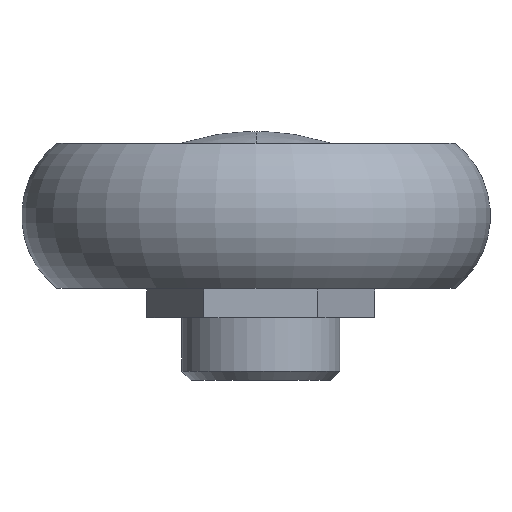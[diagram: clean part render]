
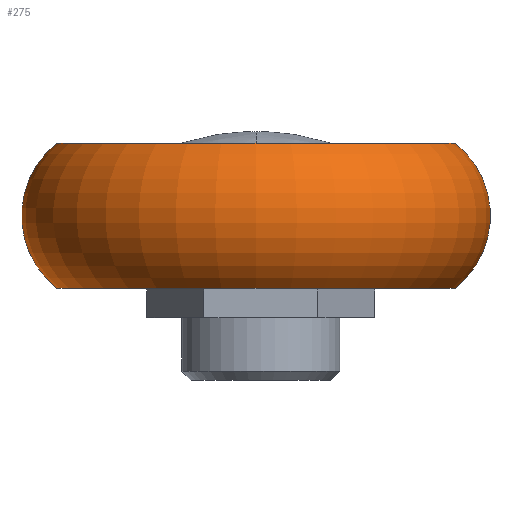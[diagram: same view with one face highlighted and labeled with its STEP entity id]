
A CAD part, front view. The second image highlights one B-rep face of the part: STEP entity #275.
In plain terms, the highlighted toroidal (fillet/blend) face has major radius 10.8 mm and minor radius 7 mm.
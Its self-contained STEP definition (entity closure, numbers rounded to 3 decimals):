
#1 = EDGE_CURVE ( 'NONE', #797, #792, #380, .T. ) ;
#18 = EDGE_CURVE ( 'NONE', #793, #792, #404, .T. ) ;
#20 = EDGE_CURVE ( 'NONE', #796, #797, #407, .T. ) ;
#49 = AXIS2_PLACEMENT_3D ( 'NONE', #857, #858, #859 ) ;
#51 = AXIS2_PLACEMENT_3D ( 'NONE', #863, #865, #866 ) ;
#70 = AXIS2_PLACEMENT_3D ( 'NONE', #980, #979, #982 ) ;
#110 = ORIENTED_EDGE ( 'NONE', *, *, #1096, .F. ) ;
#111 = ORIENTED_EDGE ( 'NONE', *, *, #20, .T. ) ;
#112 = ORIENTED_EDGE ( 'NONE', *, *, #1, .T. ) ;
#113 = ORIENTED_EDGE ( 'NONE', *, *, #18, .F. ) ;
#232 = AXIS2_PLACEMENT_3D ( 'NONE', #723, #732, #733 ) ;
#275 = ADVANCED_FACE ( 'NONE', ( #473 ), #477, .T. ) ;
#323 = EDGE_LOOP ( 'NONE', ( #110, #111, #112, #113 ) ) ;
#380 = CIRCLE ( 'NONE', #1063, 7. ) ;
#404 = CIRCLE ( 'NONE', #49, 15.136 ) ;
#407 = CIRCLE ( 'NONE', #51, 15.136 ) ;
#473 = FACE_OUTER_BOUND ( 'NONE', #323, .T. ) ;
#477 = TOROIDAL_SURFACE ( 'NONE', #70, 10.8, 7. ) ;
#571 = CIRCLE ( 'NONE', #232, 7. ) ;
#622 = CARTESIAN_POINT ( 'NONE',  ( -15.136, 0., -5.495 ) ) ;
#623 = CARTESIAN_POINT ( 'NONE',  ( 15.136, 0., -5.495 ) ) ;
#626 = CARTESIAN_POINT ( 'NONE',  ( 15.136, 0., 5.495 ) ) ;
#627 = CARTESIAN_POINT ( 'NONE',  ( -15.136, 0., 5.495 ) ) ;
#723 = CARTESIAN_POINT ( 'NONE',  ( 10.8, 0., 0. ) ) ;
#732 = DIRECTION ( 'NONE',  ( 0., 1., 0. ) ) ;
#733 = DIRECTION ( 'NONE',  ( -1., 0., 0. ) ) ;
#778 = CARTESIAN_POINT ( 'NONE',  ( -10.8, 0., 0. ) ) ;
#792 = VERTEX_POINT ( 'NONE', #622 ) ;
#793 = VERTEX_POINT ( 'NONE', #623 ) ;
#796 = VERTEX_POINT ( 'NONE', #626 ) ;
#797 = VERTEX_POINT ( 'NONE', #627 ) ;
#817 = DIRECTION ( 'NONE',  ( 0., -1., 0. ) ) ;
#818 = DIRECTION ( 'NONE',  ( 0., 0., -1. ) ) ;
#857 = CARTESIAN_POINT ( 'NONE',  ( 0., 0., -5.495 ) ) ;
#858 = DIRECTION ( 'NONE',  ( 0., 0., -1. ) ) ;
#859 = DIRECTION ( 'NONE',  ( -1., 0., 0. ) ) ;
#863 = CARTESIAN_POINT ( 'NONE',  ( 0., 0., 5.495 ) ) ;
#865 = DIRECTION ( 'NONE',  ( 0., 0., -1. ) ) ;
#866 = DIRECTION ( 'NONE',  ( -1., 0., 0. ) ) ;
#979 = DIRECTION ( 'NONE',  ( 0., 0., -1. ) ) ;
#980 = CARTESIAN_POINT ( 'NONE',  ( 0., 0., 0. ) ) ;
#982 = DIRECTION ( 'NONE',  ( -1., 0., 0. ) ) ;
#1063 = AXIS2_PLACEMENT_3D ( 'NONE', #778, #817, #818 ) ;
#1096 = EDGE_CURVE ( 'NONE', #796, #793, #571, .T. ) ;
